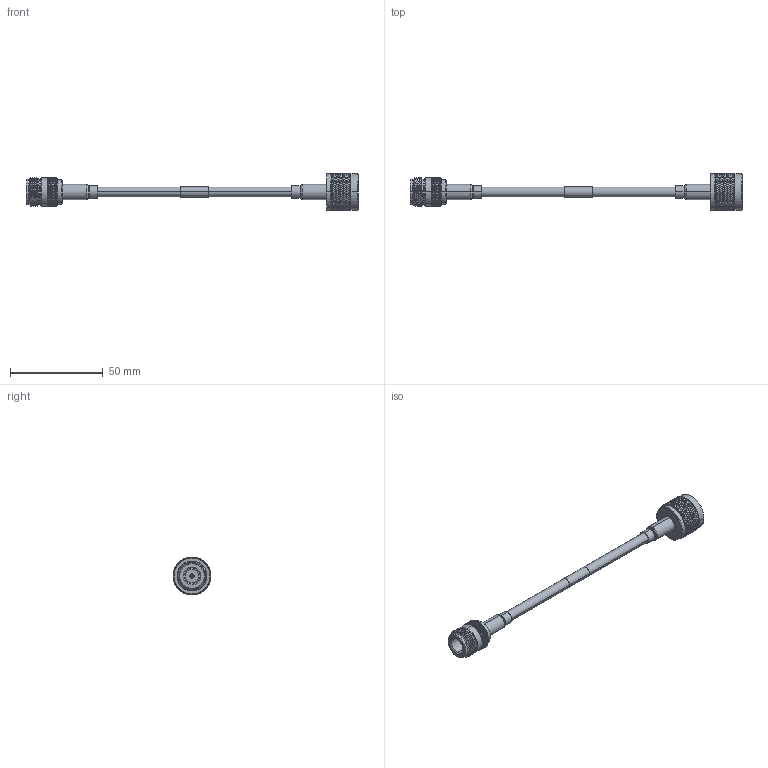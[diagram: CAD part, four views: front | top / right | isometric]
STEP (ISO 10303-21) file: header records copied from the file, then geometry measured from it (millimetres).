
FILE_DESCRIPTION (( 'STEP AP203' ), '1' );
FILE_NAME ('FMCA2762.STEP', '2022-03-09T19:42:24', ( '' ), ( '' ), 'SwSTEP 2.0', 'SolidWorks 2021', '' );
FILE_SCHEMA (( 'CONFIG_CONTROL_DESIGN' ));
Products named in the file (5): FMCN1760; SC4263_SC 4263 -RG223; CA-240-MA1_.75" Long; FMCA2762; RG223_with label
Assembly tree (5 placements, depth 2):
  FMCA2762
    RG223_with label
    FMCN1760
    CA-240-MA1_.75" Long  x2
    SC4263_SC 4263 -RG223
Bounding box: 179.16 x 20.32 x 20.32 mm (x, y, z)
Volume: 9989.7 mm3; surface area: 10840.9 mm2
Topology: 8 solids, 8 shells, 4316 faces, 9134 edges, 4850 vertices
Faces by surface type: bspline 3238, cylinder 908, cone 108, plane 44, torus 18
Entity records: 156233 total; most frequent: CARTESIAN_POINT 99978, ORIENTED_EDGE 18180, EDGE_CURVE 9090, VERTEX_POINT 4826, EDGE_LOOP 4318, ADVANCED_FACE 4294, FACE_OUTER_BOUND 4294, B_SPLINE_CURVE_WITH_KNOTS 3862
